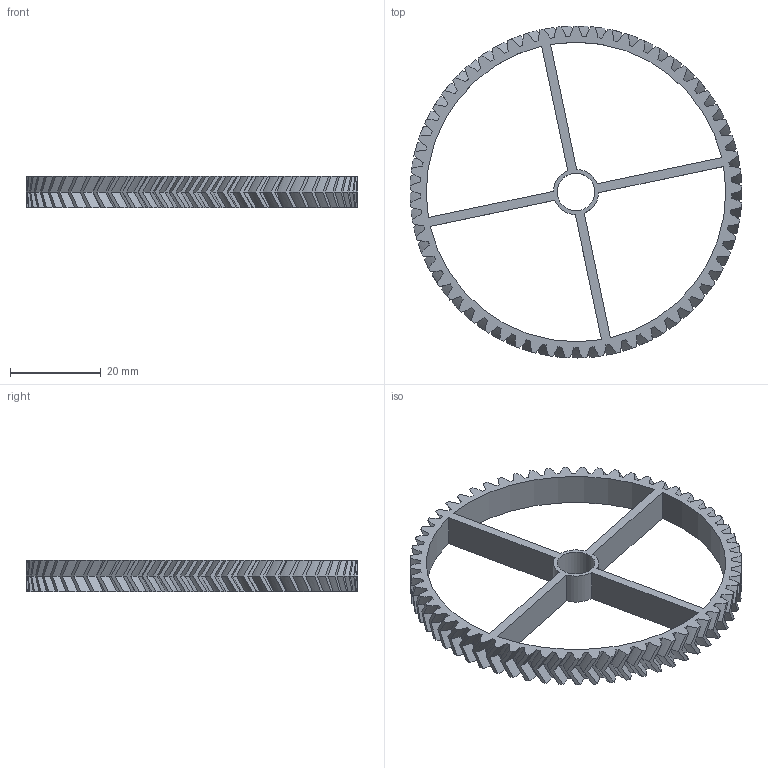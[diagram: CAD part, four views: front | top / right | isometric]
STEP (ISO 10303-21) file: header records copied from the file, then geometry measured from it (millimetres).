
FILE_DESCRIPTION(/* description */ (''),/* implementation_level */ '2;1');
FILE_NAME(/* name */ 'Module 1 Double Helix Gear B.stp',/* time_stamp */ '2024-11-06T19:17:53+01:00',/* author */ ('wszaf'),/* organization */ (''),/* preprocessor_version */ 'ST-DEVELOPER v20',/* originating_system */ 'Autodesk Inventor 2024',/* authorisation */ '');
FILE_SCHEMA (('AUTOMOTIVE_DESIGN { 1 0 10303 214 3 1 1 }'));
Length unit declared in the file: millimetre
Products named in the file (1): Spur Gear2
Bounding box: 73.13 x 73.13 x 7 mm (x, y, z)
Volume: 5504.3 mm3; surface area: 8018.3 mm2
Topology: 1 solids, 1 shells, 446 faces, 1210 edges, 766 vertices
Faces by surface type: bspline 366, cylinder 70, plane 10
Full cylindrical faces by diameter (mm): 8.3 x1
Entity records: 19332 total; most frequent: CARTESIAN_POINT 11146, ORIENTED_EDGE 2420, EDGE_CURVE 1210, B_SPLINE_CURVE_WITH_KNOTS 1037, VERTEX_POINT 766, DIRECTION 475, EDGE_LOOP 456, FACE_OUTER_BOUND 446
